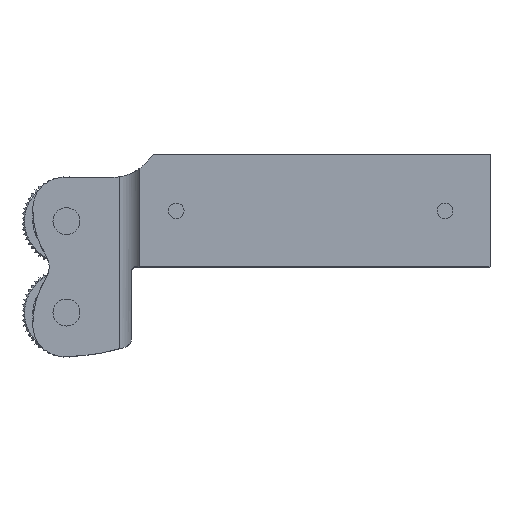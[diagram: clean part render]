
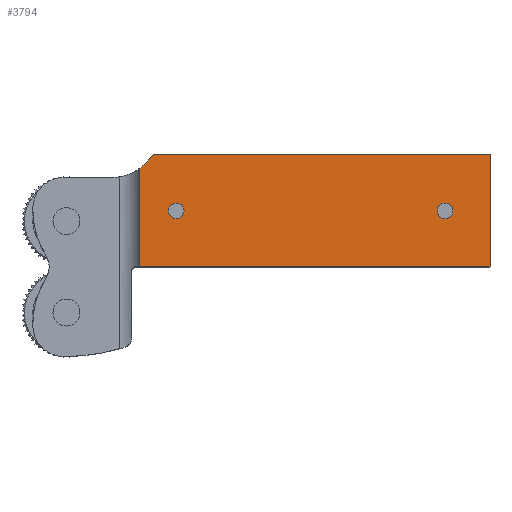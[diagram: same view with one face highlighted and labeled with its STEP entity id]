
A CAD part, top view. The second image highlights one B-rep face of the part: STEP entity #3794.
In plain terms, the highlighted face is planar.
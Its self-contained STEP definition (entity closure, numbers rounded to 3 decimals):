
#124=FACE_BOUND('',#923,.T.);
#125=FACE_BOUND('',#924,.T.);
#243=CIRCLE('',#4258,1.75);
#245=CIRCLE('',#4263,1.75);
#286=CIRCLE('',#4330,10.);
#644=FACE_OUTER_BOUND('',#922,.T.);
#922=EDGE_LOOP('',(#3310,#3311,#3312,#3313,#3314,#3315));
#923=EDGE_LOOP('',(#3316));
#924=EDGE_LOOP('',(#3317));
#1289=LINE('',#6836,#1453);
#1290=LINE('',#6838,#1454);
#1291=LINE('',#6842,#1455);
#1292=LINE('',#6844,#1456);
#1293=LINE('',#6845,#1457);
#1453=VECTOR('',#5311,10.);
#1454=VECTOR('',#5312,10.);
#1455=VECTOR('',#5315,10.);
#1456=VECTOR('',#5316,10.);
#1457=VECTOR('',#5317,10.);
#1705=VERTEX_POINT('',#6691);
#1713=VERTEX_POINT('',#6710);
#1754=VERTEX_POINT('',#6834);
#1755=VERTEX_POINT('',#6835);
#1756=VERTEX_POINT('',#6837);
#1757=VERTEX_POINT('',#6839);
#1758=VERTEX_POINT('',#6841);
#1759=VERTEX_POINT('',#6843);
#2216=EDGE_CURVE('',#1705,#1705,#243,.T.);
#2224=EDGE_CURVE('',#1713,#1713,#245,.T.);
#2281=EDGE_CURVE('',#1754,#1755,#1289,.T.);
#2282=EDGE_CURVE('',#1756,#1754,#1290,.T.);
#2283=EDGE_CURVE('',#1756,#1757,#286,.F.);
#2284=EDGE_CURVE('',#1758,#1757,#1291,.T.);
#2285=EDGE_CURVE('',#1759,#1758,#1292,.T.);
#2286=EDGE_CURVE('',#1755,#1759,#1293,.T.);
#3310=ORIENTED_EDGE('',*,*,#2281,.F.);
#3311=ORIENTED_EDGE('',*,*,#2282,.F.);
#3312=ORIENTED_EDGE('',*,*,#2283,.T.);
#3313=ORIENTED_EDGE('',*,*,#2284,.F.);
#3314=ORIENTED_EDGE('',*,*,#2285,.F.);
#3315=ORIENTED_EDGE('',*,*,#2286,.F.);
#3316=ORIENTED_EDGE('',*,*,#2216,.T.);
#3317=ORIENTED_EDGE('',*,*,#2224,.T.);
#3537=PLANE('',#4329);
#3794=ADVANCED_FACE('',(#644,#124,#125),#3537,.T.);
#4258=AXIS2_PLACEMENT_3D('',#6692,#5145,#5146);
#4263=AXIS2_PLACEMENT_3D('',#6711,#5161,#5162);
#4329=AXIS2_PLACEMENT_3D('',#6833,#5309,#5310);
#4330=AXIS2_PLACEMENT_3D('',#6840,#5313,#5314);
#5145=DIRECTION('center_axis',(0.,0.,1.));
#5146=DIRECTION('ref_axis',(0.96,-0.28,0.));
#5161=DIRECTION('center_axis',(0.,0.,1.));
#5162=DIRECTION('ref_axis',(1.,0.,0.));
#5309=DIRECTION('center_axis',(0.,0.,-1.));
#5310=DIRECTION('ref_axis',(-1.,0.,0.));
#5311=DIRECTION('',(0.,-1.,0.));
#5312=DIRECTION('',(-0.707,-0.707,0.));
#5313=DIRECTION('center_axis',(0.,0.,-1.));
#5314=DIRECTION('ref_axis',(0.924,-0.383,0.));
#5315=DIRECTION('',(-1.,0.,0.));
#5316=DIRECTION('',(0.,1.,0.));
#5317=DIRECTION('',(1.,0.,0.));
#6691=CARTESIAN_POINT('',(-0.82,9.511,-10.));
#6692=CARTESIAN_POINT('Origin',(-2.5,10.,-10.));
#6710=CARTESIAN_POINT('',(-0.75,70.,-10.));
#6711=CARTESIAN_POINT('Origin',(-2.5,70.,-10.));
#6833=CARTESIAN_POINT('Origin',(10.,0.,-10.));
#6834=CARTESIAN_POINT('',(-15.,75.,-10.));
#6835=CARTESIAN_POINT('',(-15.,0.,-10.));
#6836=CARTESIAN_POINT('',(-15.,78.249,-10.));
#6837=CARTESIAN_POINT('',(-12.929,77.071,-10.));
#6838=CARTESIAN_POINT('',(-26.25,63.75,-10.));
#6839=CARTESIAN_POINT('',(-11.921,78.249,-10.));
#6840=CARTESIAN_POINT('Origin',(-20.,84.142,-10.));
#6841=CARTESIAN_POINT('',(10.,78.249,-10.));
#6842=CARTESIAN_POINT('',(5.,78.249,-10.));
#6843=CARTESIAN_POINT('',(10.,0.,-10.));
#6844=CARTESIAN_POINT('',(10.,0.,-10.));
#6845=CARTESIAN_POINT('',(5.,0.,-10.));
